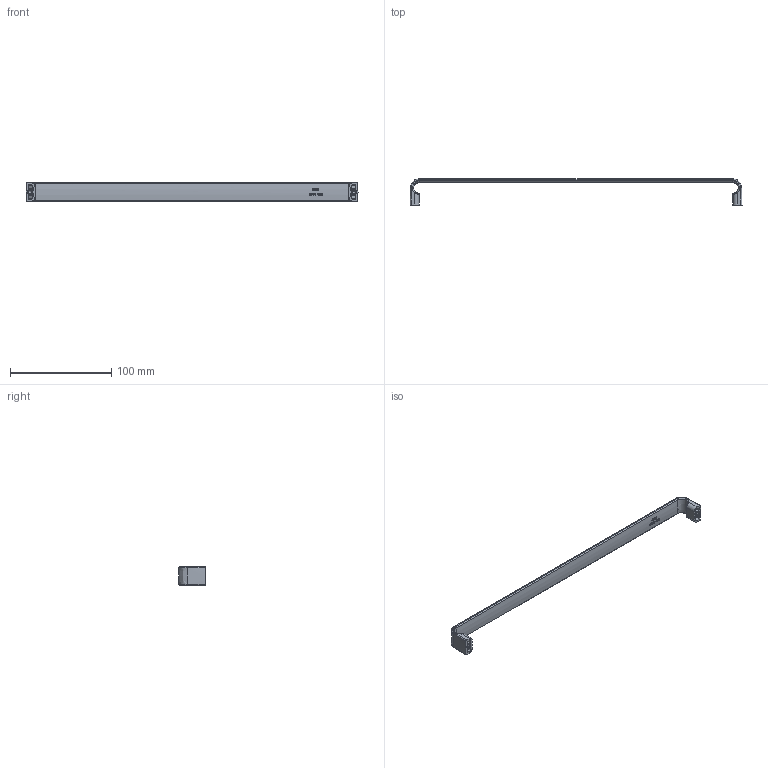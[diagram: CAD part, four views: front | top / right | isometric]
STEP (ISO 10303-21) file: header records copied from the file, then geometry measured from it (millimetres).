
FILE_DESCRIPTION(('Creo Elements/Direct Modeling STEP Export'),'2;1');
FILE_NAME('2512-328.stp','2020-11-26T15:54:12',(''),(''),'Creo Elements/Direct Modeling STEP processor for AP214 (Solid Model)','Creo Elements/Direct Modeling 20.0 12-Nov-2016 (C) Parametric Technology GmbH','');
FILE_SCHEMA(('AUTOMOTIVE_DESIGN { 1 0 10303 214 1 1 1 1 }'));
Length unit declared in the file: millimetre
Products named in the file (1): ZN-11244
Bounding box: 328 x 25.84 x 18 mm (x, y, z)
Volume: 22664.8 mm3; surface area: 16381 mm2
Topology: 1 solids, 1 shells, 628 faces, 1784 edges, 1178 vertices
Faces by surface type: plane 544, cylinder 46, bspline 16, cone 12, torus 6, extrusion 4
Entity records: 24556 total; most frequent: CARTESIAN_POINT 7523, DIRECTION 3872, ORIENTED_EDGE 3560, EDGE_CURVE 1780, AXIS2_PLACEMENT_3D 1584, VERTEX_POINT 1178, ELLIPSE 838, VECTOR 704
